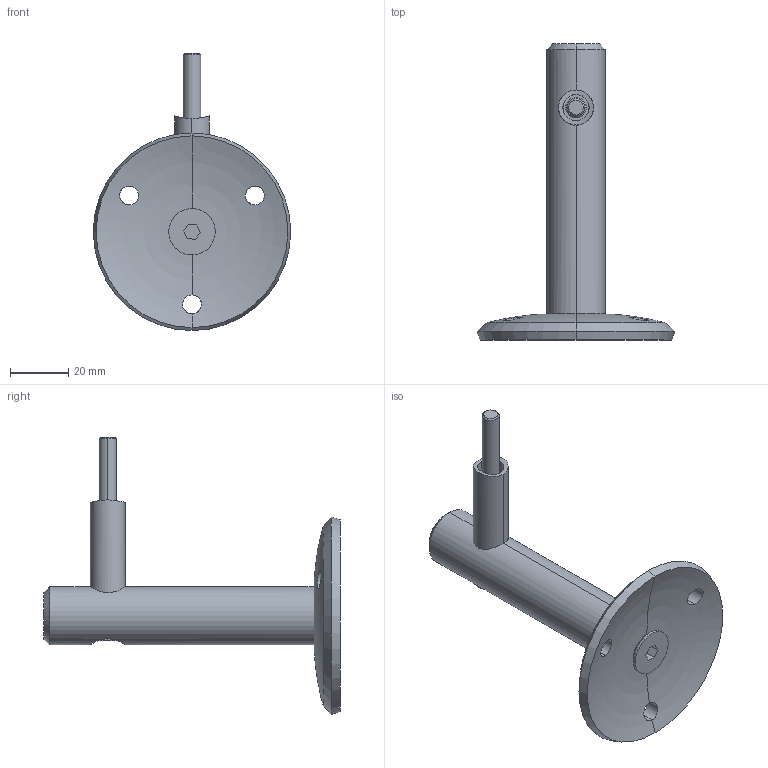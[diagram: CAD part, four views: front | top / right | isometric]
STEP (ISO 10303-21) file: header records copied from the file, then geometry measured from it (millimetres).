
FILE_DESCRIPTION (( 'STEP AP203' ), '1' );
FILE_NAME ('A_0134-042-B.STEP', '2024-06-19T09:12:39', ( '' ), ( '' ), 'SwSTEP 2.0', 'SolidWorks 2019', '' );
FILE_SCHEMA (( 'CONFIG_CONTROL_DESIGN' ));
Length unit declared in the file: millimetre
Products named in the file (6): Skrutka DIN 7991 ZINK._Skrutka M 6x 70; A_0134-042-B.P2; Skrutka DIN 7991_Skrutka M 8x 16; A_0134-042-B.P1; A_0134-042-B; A_0134-042-B.P3
Assembly tree (5 placements, depth 2):
  A_0134-042-B
    A_0134-042-B.P1
    A_0134-042-B.P2
    A_0134-042-B.P3
    Skrutka DIN 7991_Skrutka M 8x 16
    Skrutka DIN 7991 ZINK._Skrutka M 6x 70
Bounding box: 68 x 101.99 x 95.38 mm (x, y, z)
Volume: 48145.9 mm3; surface area: 20804.5 mm2
Topology: 5 solids, 5 shells, 81 faces, 184 edges, 109 vertices
Faces by surface type: cylinder 33, cone 22, plane 22, torus 4
Entity records: 3526 total; most frequent: CARTESIAN_POINT 1082, DIRECTION 396, ORIENTED_EDGE 364, EDGE_CURVE 182, AXIS2_PLACEMENT_3D 153, VERTEX_POINT 109, EDGE_LOOP 91, VECTOR 90
